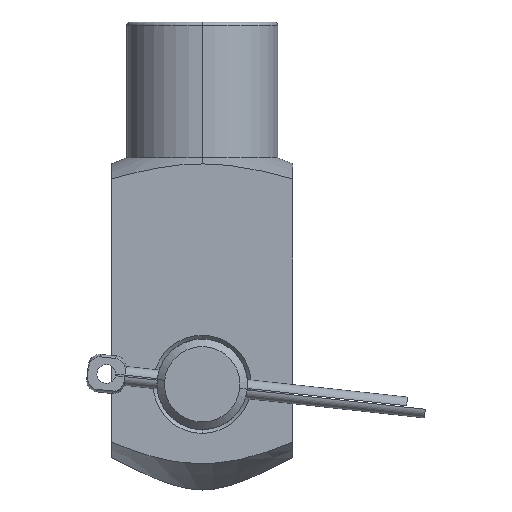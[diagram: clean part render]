
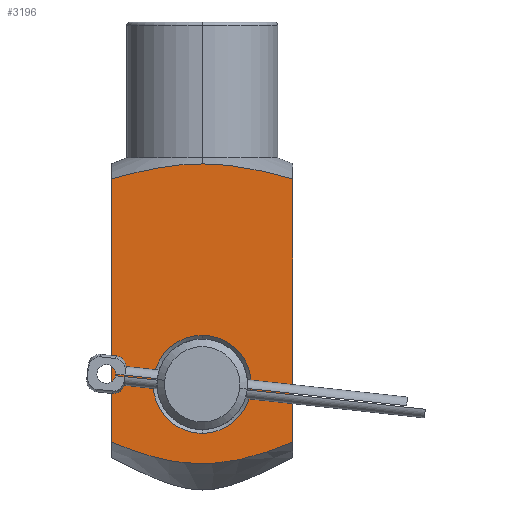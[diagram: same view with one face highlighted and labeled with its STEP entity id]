
A CAD part, left-side view. The second image highlights one B-rep face of the part: STEP entity #3196.
In plain terms, the highlighted planar face has unit normal (-1, 0, 0).
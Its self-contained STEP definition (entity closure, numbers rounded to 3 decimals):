
#2 = CARTESIAN_POINT ( 'NONE',  ( -12., 12., -34. ) ) ;
#26 = ORIENTED_EDGE ( 'NONE', *, *, #3191, .T. ) ;
#40 = FACE_BOUND ( 'NONE', #1729, .T. ) ;
#107 = VERTEX_POINT ( 'NONE', #1109 ) ;
#116 = CARTESIAN_POINT ( 'NONE',  ( -12., 0., 43.2 ) ) ;
#120 = CARTESIAN_POINT ( 'NONE',  ( -12., 8.594, 5.055 ) ) ;
#148 = VERTEX_POINT ( 'NONE', #2873 ) ;
#159 = B_SPLINE_CURVE_WITH_KNOTS ( 'NONE', 3,
 ( #386, #3145, #1920, #405, #1907, #1136, #3136, #2390, #2915, #2625, #2147, #2127, #2890, #417, #2157, #2879, #1611, #1380, #120, #2642, #3121, #634 ),
 .UNSPECIFIED., .F., .F.,
 ( 4, 2, 2, 2, 2, 2, 2, 2, 2, 2, 4 ),
 ( 0., 0.003, 0.006, 0.009, 0.011, 0.012, 0.015, 0.019, 0.02, 0.022, 0.025 ),
 .UNSPECIFIED. ) ;
#287 = DIRECTION ( 'NONE',  ( 0., 0., 1. ) ) ;
#333 = ORIENTED_EDGE ( 'NONE', *, *, #2091, .F. ) ;
#386 = CARTESIAN_POINT ( 'NONE',  ( -12., -12., 6.334 ) ) ;
#405 = CARTESIAN_POINT ( 'NONE',  ( -12., -8.123, 4.89 ) ) ;
#413 = VECTOR ( 'NONE', #833, 1000. ) ;
#417 = CARTESIAN_POINT ( 'NONE',  ( -12., 4.09, 3.833 ) ) ;
#427 = VERTEX_POINT ( 'NONE', #2279 ) ;
#498 = CARTESIAN_POINT ( 'NONE',  ( -12., 0., 14. ) ) ;
#557 = CARTESIAN_POINT ( 'NONE',  ( -12., -5.071, 42.801 ) ) ;
#634 = CARTESIAN_POINT ( 'NONE',  ( -12., 12., 6.334 ) ) ;
#643 = DIRECTION ( 'NONE',  ( 1., 0., 0. ) ) ;
#645 = VECTOR ( 'NONE', #2115, 1000. ) ;
#661 = CARTESIAN_POINT ( 'NONE',  ( -12., 12., 6.334 ) ) ;
#684 = VERTEX_POINT ( 'NONE', #1876 ) ;
#702 = ORIENTED_EDGE ( 'NONE', *, *, #1133, .T. ) ;
#719 = VERTEX_POINT ( 'NONE', #661 ) ;
#752 = ORIENTED_EDGE ( 'NONE', *, *, #1577, .F. ) ;
#765 = CARTESIAN_POINT ( 'NONE',  ( -12., -8.064, 42.261 ) ) ;
#833 = DIRECTION ( 'NONE',  ( 0., 0., 1. ) ) ;
#837 = CARTESIAN_POINT ( 'NONE',  ( -12., -10.037, 41.767 ) ) ;
#864 = CARTESIAN_POINT ( 'NONE',  ( -12., 4.068, 42.947 ) ) ;
#940 = DIRECTION ( 'NONE',  ( 0., 0., 1. ) ) ;
#967 = LINE ( 'NONE', #2824, #413 ) ;
#1058 = CARTESIAN_POINT ( 'NONE',  ( -12., 0., 43.2 ) ) ;
#1060 = CARTESIAN_POINT ( 'NONE',  ( -12., 0., 43.2 ) ) ;
#1109 = CARTESIAN_POINT ( 'NONE',  ( -12., 12., 41.212 ) ) ;
#1118 = CARTESIAN_POINT ( 'NONE',  ( -12., 1.027, 43.2 ) ) ;
#1133 = EDGE_CURVE ( 'NONE', #427, #684, #2624, .T. ) ;
#1136 = CARTESIAN_POINT ( 'NONE',  ( -12., -5.147, 4.057 ) ) ;
#1159 = AXIS2_PLACEMENT_3D ( 'NONE', #498, #3232, #2198 ) ;
#1169 = ORIENTED_EDGE ( 'NONE', *, *, #2062, .F. ) ;
#1225 = PLANE ( 'NONE',  #3228 ) ;
#1360 = CARTESIAN_POINT ( 'NONE',  ( -12., -12., 41.212 ) ) ;
#1380 = CARTESIAN_POINT ( 'NONE',  ( -12., 8.101, 4.891 ) ) ;
#1391 = EDGE_CURVE ( 'NONE', #2954, #2060, #1685, .T. ) ;
#1427 = EDGE_LOOP ( 'NONE', ( #333, #1646, #752, #1169, #2994 ) ) ;
#1561 = DIRECTION ( 'NONE',  ( -1., 0., 0. ) ) ;
#1577 = EDGE_CURVE ( 'NONE', #148, #719, #159, .T. ) ;
#1585 = CARTESIAN_POINT ( 'NONE',  ( -12., -12., -34. ) ) ;
#1611 = CARTESIAN_POINT ( 'NONE',  ( -12., 7.107, 4.584 ) ) ;
#1646 = ORIENTED_EDGE ( 'NONE', *, *, #2129, .F. ) ;
#1685 = B_SPLINE_CURVE_WITH_KNOTS ( 'NONE', 3,
 ( #1060, #2256, #3039, #2562, #557, #765, #837, #3075 ),
 .UNSPECIFIED., .F., .F.,
 ( 4, 2, 2, 4 ),
 ( 0., 0.003, 0.006, 0.012 ),
 .UNSPECIFIED. ) ;
#1729 = EDGE_LOOP ( 'NONE', ( #702, #26 ) ) ;
#1876 = CARTESIAN_POINT ( 'NONE',  ( -12., 0., 7.5 ) ) ;
#1907 = CARTESIAN_POINT ( 'NONE',  ( -12., -7.14, 4.581 ) ) ;
#1920 = CARTESIAN_POINT ( 'NONE',  ( -12., -10.073, 5.57 ) ) ;
#2060 = VERTEX_POINT ( 'NONE', #1360 ) ;
#2062 = EDGE_CURVE ( 'NONE', #2060, #148, #2403, .T. ) ;
#2091 = EDGE_CURVE ( 'NONE', #107, #2954, #2633, .T. ) ;
#2115 = DIRECTION ( 'NONE',  ( 0., 0., -1. ) ) ;
#2127 = CARTESIAN_POINT ( 'NONE',  ( -12., 1.032, 3.464 ) ) ;
#2129 = EDGE_CURVE ( 'NONE', #719, #107, #967, .T. ) ;
#2147 = CARTESIAN_POINT ( 'NONE',  ( -12., -0.517, 3.464 ) ) ;
#2157 = CARTESIAN_POINT ( 'NONE',  ( -12., 5.1, 4.046 ) ) ;
#2198 = DIRECTION ( 'NONE',  ( 0., 0., 1. ) ) ;
#2256 = CARTESIAN_POINT ( 'NONE',  ( -12., -1.027, 43.2 ) ) ;
#2279 = CARTESIAN_POINT ( 'NONE',  ( -12., 0., 20.5 ) ) ;
#2346 = CARTESIAN_POINT ( 'NONE',  ( -12., 12., 41.212 ) ) ;
#2357 = CARTESIAN_POINT ( 'NONE',  ( -12., 8.064, 42.261 ) ) ;
#2390 = CARTESIAN_POINT ( 'NONE',  ( -12., -2.597, 3.619 ) ) ;
#2403 = LINE ( 'NONE', #1585, #645 ) ;
#2546 = CARTESIAN_POINT ( 'NONE',  ( -12., 0., 14. ) ) ;
#2562 = CARTESIAN_POINT ( 'NONE',  ( -12., -4.068, 42.947 ) ) ;
#2611 = CARTESIAN_POINT ( 'NONE',  ( -12., 2.046, 43.147 ) ) ;
#2620 = CARTESIAN_POINT ( 'NONE',  ( -12., 5.071, 42.801 ) ) ;
#2621 = FACE_OUTER_BOUND ( 'NONE', #1427, .T. ) ;
#2624 = CIRCLE ( 'NONE', #1159, 6.5 ) ;
#2625 = CARTESIAN_POINT ( 'NONE',  ( -12., -1.035, 3.483 ) ) ;
#2633 = B_SPLINE_CURVE_WITH_KNOTS ( 'NONE', 3,
 ( #2346, #3105, #2357, #2620, #864, #2611, #1118, #116 ),
 .UNSPECIFIED., .F., .F.,
 ( 4, 2, 2, 4 ),
 ( -0.012, -0.006, -0.003, 0. ),
 .UNSPECIFIED. ) ;
#2642 = CARTESIAN_POINT ( 'NONE',  ( -12., 10.066, 5.568 ) ) ;
#2824 = CARTESIAN_POINT ( 'NONE',  ( -12., 12., -34. ) ) ;
#2873 = CARTESIAN_POINT ( 'NONE',  ( -12., -12., 6.334 ) ) ;
#2879 = CARTESIAN_POINT ( 'NONE',  ( -12., 6.606, 4.44 ) ) ;
#2890 = CARTESIAN_POINT ( 'NONE',  ( -12., 2.057, 3.542 ) ) ;
#2915 = CARTESIAN_POINT ( 'NONE',  ( -12., -2.076, 3.561 ) ) ;
#2954 = VERTEX_POINT ( 'NONE', #1058 ) ;
#2994 = ORIENTED_EDGE ( 'NONE', *, *, #1391, .F. ) ;
#3025 = AXIS2_PLACEMENT_3D ( 'NONE', #2546, #643, #287 ) ;
#3039 = CARTESIAN_POINT ( 'NONE',  ( -12., -2.046, 43.147 ) ) ;
#3075 = CARTESIAN_POINT ( 'NONE',  ( -12., -12., 41.212 ) ) ;
#3105 = CARTESIAN_POINT ( 'NONE',  ( -12., 10.037, 41.767 ) ) ;
#3121 = CARTESIAN_POINT ( 'NONE',  ( -12., 11.037, 5.941 ) ) ;
#3136 = CARTESIAN_POINT ( 'NONE',  ( -12., -4.138, 3.842 ) ) ;
#3145 = CARTESIAN_POINT ( 'NONE',  ( -12., -11.039, 5.942 ) ) ;
#3191 = EDGE_CURVE ( 'NONE', #684, #427, #3237, .T. ) ;
#3196 = ADVANCED_FACE ( 'NONE', ( #40, #2621 ), #1225, .T. ) ;
#3228 = AXIS2_PLACEMENT_3D ( 'NONE', #2, #1561, #940 ) ;
#3232 = DIRECTION ( 'NONE',  ( 1., 0., 0. ) ) ;
#3237 = CIRCLE ( 'NONE', #3025, 6.5 ) ;
